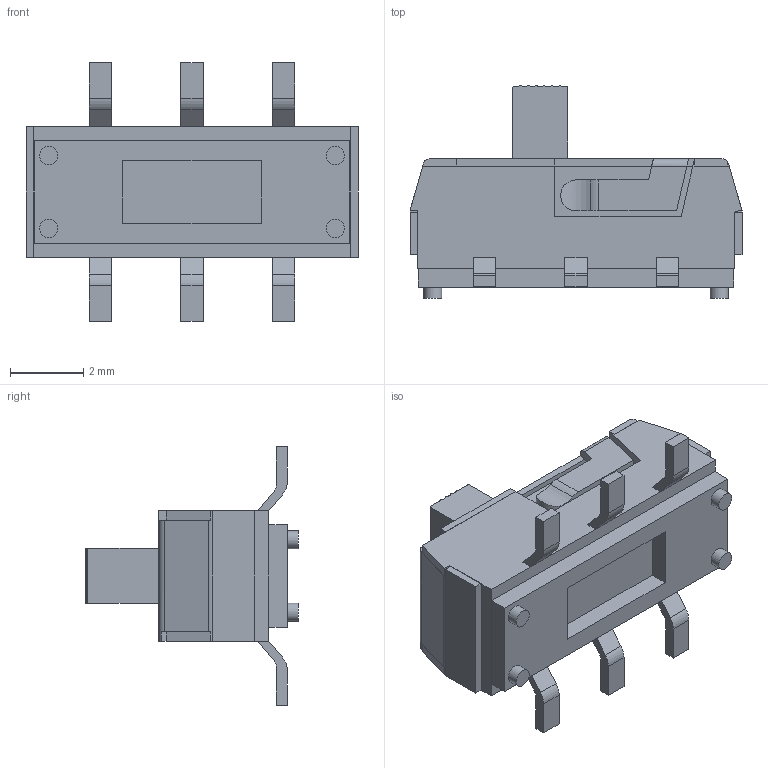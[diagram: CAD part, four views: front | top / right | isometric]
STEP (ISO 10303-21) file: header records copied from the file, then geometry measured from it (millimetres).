
FILE_DESCRIPTION(/* description */ (''),/* implementation_level */ '2;1');
FILE_NAME(/* name */ 'MSS22D18 Switch v3.step',/* time_stamp */ '2018-10-16T06:38:51-07:00',/* author */ (''),/* organization */ (''),/* preprocessor_version */ 'ST-DEVELOPER v17.2',/* originating_system */ 'Autodesk Translation Framework v7.6.0.251',/* authorisation */ '');
FILE_SCHEMA (('AUTOMOTIVE_DESIGN { 1 0 10303 214 3 1 1 }'));
Length unit declared in the file: millimetre
Products named in the file (1): MSS22D18 Switch
Bounding box: 9.05 x 5.79 x 7.05 mm (x, y, z)
Volume: 105.6 mm3; surface area: 287.4 mm2
Topology: 9 solids, 9 shells, 190 faces, 498 edges, 333 vertices
Faces by surface type: plane 145, cylinder 42, bspline 3
Full cylindrical faces by diameter (mm): 0.5 x4
Entity records: 5948 total; most frequent: CARTESIAN_POINT 1149, ORIENTED_EDGE 996, DIRECTION 949, EDGE_CURVE 498, LINE 395, VECTOR 395, VERTEX_POINT 333, AXIS2_PLACEMENT_3D 277
